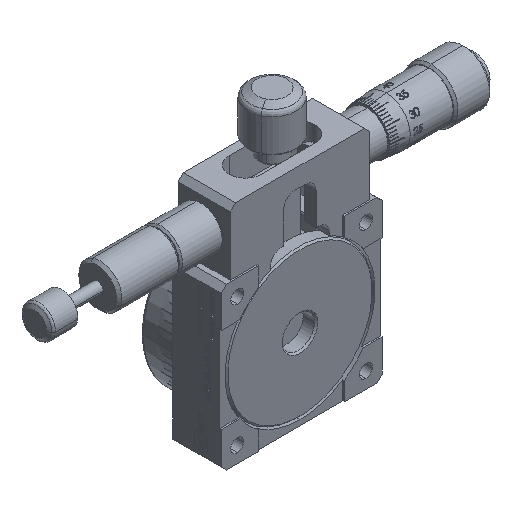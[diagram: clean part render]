
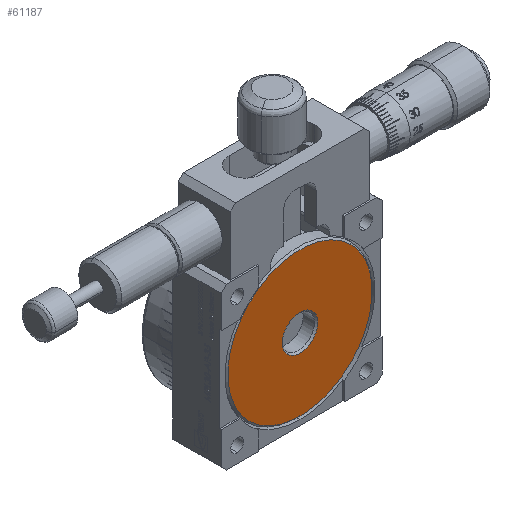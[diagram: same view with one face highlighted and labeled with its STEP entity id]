
A CAD part, isometric view. The second image highlights one B-rep face of the part: STEP entity #61187.
In plain terms, the highlighted planar face has unit normal (0, -1, 0).
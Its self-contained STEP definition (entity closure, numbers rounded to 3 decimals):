
#2976 = PLANE ( 'NONE',  #34194 ) ;
#4895 = EDGE_CURVE ( 'NONE', #55048, #71470, #7087, .T. ) ;
#6369 = ORIENTED_EDGE ( 'NONE', *, *, #87169, .T. ) ;
#7087 = CIRCLE ( 'NONE', #51920, 3.3 ) ;
#7322 = CARTESIAN_POINT ( 'NONE',  ( 9.511, 0.3, 9.511 ) ) ;
#7739 = CARTESIAN_POINT ( 'NONE',  ( -2.333, 0.3, -2.333 ) ) ;
#9403 = ORIENTED_EDGE ( 'NONE', *, *, #74758, .T. ) ;
#9856 = CARTESIAN_POINT ( 'NONE',  ( -9.723, 0.3, -9.723 ) ) ;
#11195 = CIRCLE ( 'NONE', #54701, 13.45 ) ;
#12945 = ORIENTED_EDGE ( 'NONE', *, *, #4895, .T. ) ;
#15537 = ORIENTED_EDGE ( 'NONE', *, *, #17962, .T. ) ;
#16005 = CARTESIAN_POINT ( 'NONE',  ( 2.333, 0.3, 2.333 ) ) ;
#17962 = EDGE_CURVE ( 'NONE', #71470, #55048, #82773, .T. ) ;
#25613 = AXIS2_PLACEMENT_3D ( 'NONE', #70605, #29721, #77398 ) ;
#28300 = AXIS2_PLACEMENT_3D ( 'NONE', #41531, #40152, #38592 ) ;
#29150 = CARTESIAN_POINT ( 'NONE',  ( 0., 0.3, 0. ) ) ;
#29721 = DIRECTION ( 'NONE',  ( 0., -1., 0. ) ) ;
#30603 = DIRECTION ( 'NONE',  ( -0.707, 0., -0.707 ) ) ;
#34194 = AXIS2_PLACEMENT_3D ( 'NONE', #9856, #71481, #30603 ) ;
#36024 = DIRECTION ( 'NONE',  ( -0.707, 0., -0.707 ) ) ;
#38592 = DIRECTION ( 'NONE',  ( -0.707, 0., -0.707 ) ) ;
#40152 = DIRECTION ( 'NONE',  ( 0., 1., 0. ) ) ;
#41531 = CARTESIAN_POINT ( 'NONE',  ( 0., 0.3, 0. ) ) ;
#48455 = EDGE_LOOP ( 'NONE', ( #15537, #12945 ) ) ;
#51920 = AXIS2_PLACEMENT_3D ( 'NONE', #64239, #63916, #63935 ) ;
#54701 = AXIS2_PLACEMENT_3D ( 'NONE', #29150, #76838, #36024 ) ;
#55048 = VERTEX_POINT ( 'NONE', #16005 ) ;
#56256 = VERTEX_POINT ( 'NONE', #84851 ) ;
#58195 = FACE_OUTER_BOUND ( 'NONE', #70572, .T. ) ;
#59179 = FACE_BOUND ( 'NONE', #48455, .T. ) ;
#61187 = ADVANCED_FACE ( 'NONE', ( #58195, #59179 ), #2976, .T. ) ;
#63916 = DIRECTION ( 'NONE',  ( 0., 1., 0. ) ) ;
#63935 = DIRECTION ( 'NONE',  ( -0.707, 0., -0.707 ) ) ;
#64239 = CARTESIAN_POINT ( 'NONE',  ( 0., 0.3, 0. ) ) ;
#70572 = EDGE_LOOP ( 'NONE', ( #6369, #9403 ) ) ;
#70605 = CARTESIAN_POINT ( 'NONE',  ( 0., 0.3, 0. ) ) ;
#71470 = VERTEX_POINT ( 'NONE', #7739 ) ;
#71481 = DIRECTION ( 'NONE',  ( 0., -1., 0. ) ) ;
#74758 = EDGE_CURVE ( 'NONE', #56256, #78292, #84555, .T. ) ;
#76838 = DIRECTION ( 'NONE',  ( 0., -1., 0. ) ) ;
#77398 = DIRECTION ( 'NONE',  ( -0.707, 0., -0.707 ) ) ;
#78292 = VERTEX_POINT ( 'NONE', #7322 ) ;
#82773 = CIRCLE ( 'NONE', #28300, 3.3 ) ;
#84555 = CIRCLE ( 'NONE', #25613, 13.45 ) ;
#84851 = CARTESIAN_POINT ( 'NONE',  ( -9.511, 0.3, -9.511 ) ) ;
#87169 = EDGE_CURVE ( 'NONE', #78292, #56256, #11195, .T. ) ;
